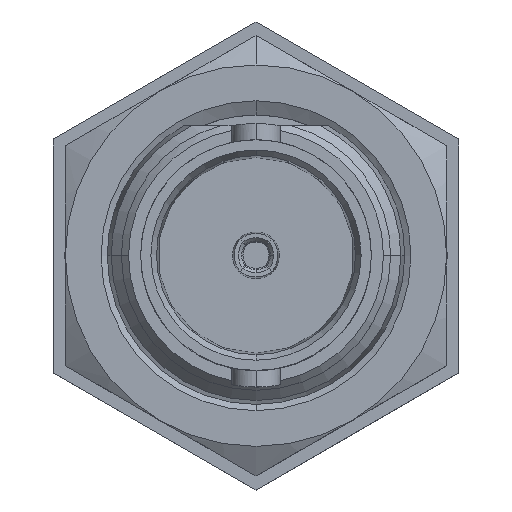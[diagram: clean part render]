
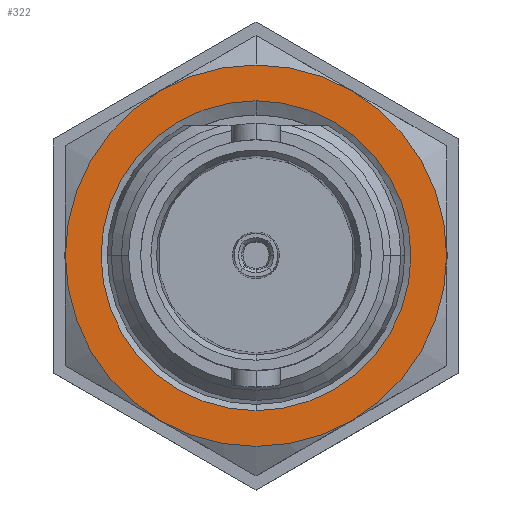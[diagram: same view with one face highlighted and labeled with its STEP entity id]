
A CAD part, top view. The second image highlights one B-rep face of the part: STEP entity #322.
In plain terms, the highlighted planar face has unit normal (0, 0, 1).
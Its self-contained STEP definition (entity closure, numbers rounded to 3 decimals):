
#68 = FACE_OUTER_BOUND ( 'NONE', #9283, .T. ) ;
#118 = EDGE_CURVE ( 'NONE', #2939, #9181, #9134, .T. ) ;
#184 = EDGE_CURVE ( 'NONE', #4233, #9942, #4252, .T. ) ;
#322 = ADVANCED_FACE ( 'NONE', ( #2542, #68 ), #4472, .F. ) ;
#404 = AXIS2_PLACEMENT_3D ( 'NONE', #4363, #10819, #5311 ) ;
#653 = CIRCLE ( 'NONE', #2684, 8. ) ;
#712 = DIRECTION ( 'NONE',  ( 0., 0., 1. ) ) ;
#1069 = AXIS2_PLACEMENT_3D ( 'NONE', #1856, #8263, #2765 ) ;
#1089 = CARTESIAN_POINT ( 'NONE',  ( 0., 0., -13.8 ) ) ;
#1110 = DIRECTION ( 'NONE',  ( 0., 0., 1. ) ) ;
#1200 = VERTEX_POINT ( 'NONE', #5273 ) ;
#1479 = EDGE_LOOP ( 'NONE', ( #10000, #3162 ) ) ;
#1856 = CARTESIAN_POINT ( 'NONE',  ( 0., 0., -13.8 ) ) ;
#2003 = CARTESIAN_POINT ( 'NONE',  ( 4., 6.928, -13.8 ) ) ;
#2019 = DIRECTION ( 'NONE',  ( 0., -1., 0. ) ) ;
#2130 = CARTESIAN_POINT ( 'NONE',  ( 8., 0., -13.8 ) ) ;
#2190 = VERTEX_POINT ( 'NONE', #4161 ) ;
#2542 = FACE_BOUND ( 'NONE', #1479, .T. ) ;
#2682 = CARTESIAN_POINT ( 'NONE',  ( 0., 8., -13.8 ) ) ;
#2684 = AXIS2_PLACEMENT_3D ( 'NONE', #4537, #10991, #5480 ) ;
#2765 = DIRECTION ( 'NONE',  ( 0., -1., 0. ) ) ;
#2895 = CARTESIAN_POINT ( 'NONE',  ( 0., 0., -13.8 ) ) ;
#2939 = VERTEX_POINT ( 'NONE', #7841 ) ;
#3020 = CIRCLE ( 'NONE', #1069, 6.5 ) ;
#3068 = EDGE_CURVE ( 'NONE', #9942, #4108, #3935, .T. ) ;
#3083 = CARTESIAN_POINT ( 'NONE',  ( 0., 8., -13.8 ) ) ;
#3162 = ORIENTED_EDGE ( 'NONE', *, *, #5135, .F. ) ;
#3392 = AXIS2_PLACEMENT_3D ( 'NONE', #2895, #9318, #3804 ) ;
#3600 = DIRECTION ( 'NONE',  ( 0., 1., 0. ) ) ;
#3618 = CIRCLE ( 'NONE', #6906, 8. ) ;
#3804 = DIRECTION ( 'NONE',  ( 0., -1., 0. ) ) ;
#3935 = CIRCLE ( 'NONE', #8163, 8. ) ;
#4108 = VERTEX_POINT ( 'NONE', #8222 ) ;
#4110 = CIRCLE ( 'NONE', #9115, 6.5 ) ;
#4161 = CARTESIAN_POINT ( 'NONE',  ( -8., 0., -13.8 ) ) ;
#4233 = VERTEX_POINT ( 'NONE', #2003 ) ;
#4252 = CIRCLE ( 'NONE', #404, 8. ) ;
#4363 = CARTESIAN_POINT ( 'NONE',  ( 0., 0., -13.8 ) ) ;
#4472 = PLANE ( 'NONE',  #10263 ) ;
#4537 = CARTESIAN_POINT ( 'NONE',  ( 0., 0., -13.8 ) ) ;
#4756 = ORIENTED_EDGE ( 'NONE', *, *, #184, .T. ) ;
#4806 = ORIENTED_EDGE ( 'NONE', *, *, #10763, .T. ) ;
#5135 = EDGE_CURVE ( 'NONE', #1200, #11461, #4110, .T. ) ;
#5154 = ORIENTED_EDGE ( 'NONE', *, *, #3068, .T. ) ;
#5195 = CARTESIAN_POINT ( 'NONE',  ( 0., 0., -13.8 ) ) ;
#5229 = CARTESIAN_POINT ( 'NONE',  ( 0., 0., -13.8 ) ) ;
#5273 = CARTESIAN_POINT ( 'NONE',  ( 0., 6.5, -13.8 ) ) ;
#5311 = DIRECTION ( 'NONE',  ( 0., -1., 0. ) ) ;
#5480 = DIRECTION ( 'NONE',  ( 0., -1., 0. ) ) ;
#5509 = CARTESIAN_POINT ( 'NONE',  ( 4., -6.928, -13.8 ) ) ;
#6102 = DIRECTION ( 'NONE',  ( 0., -1., 0. ) ) ;
#6147 = DIRECTION ( 'NONE',  ( 0., -1., 0. ) ) ;
#6213 = CARTESIAN_POINT ( 'NONE',  ( 0., 0., -13.8 ) ) ;
#6637 = CARTESIAN_POINT ( 'NONE',  ( 0., 0., -13.8 ) ) ;
#6698 = ORIENTED_EDGE ( 'NONE', *, *, #7822, .T. ) ;
#6906 = AXIS2_PLACEMENT_3D ( 'NONE', #1089, #7500, #2019 ) ;
#7122 = DIRECTION ( 'NONE',  ( 0., -1., 0. ) ) ;
#7500 = DIRECTION ( 'NONE',  ( 0., 0., 1. ) ) ;
#7519 = DIRECTION ( 'NONE',  ( 0., -1., 0. ) ) ;
#7822 = EDGE_CURVE ( 'NONE', #8405, #4233, #3618, .T. ) ;
#7841 = CARTESIAN_POINT ( 'NONE',  ( -4., -6.928, -13.8 ) ) ;
#7921 = ORIENTED_EDGE ( 'NONE', *, *, #11572, .T. ) ;
#8163 = AXIS2_PLACEMENT_3D ( 'NONE', #6213, #712, #7122 ) ;
#8188 = EDGE_CURVE ( 'NONE', #11461, #1200, #3020, .T. ) ;
#8222 = CARTESIAN_POINT ( 'NONE',  ( -4., 6.928, -13.8 ) ) ;
#8263 = DIRECTION ( 'NONE',  ( 0., 0., 1. ) ) ;
#8405 = VERTEX_POINT ( 'NONE', #2130 ) ;
#9105 = DIRECTION ( 'NONE',  ( 0., 0., -1. ) ) ;
#9115 = AXIS2_PLACEMENT_3D ( 'NONE', #6637, #1110, #7519 ) ;
#9134 = CIRCLE ( 'NONE', #11114, 8. ) ;
#9135 = CIRCLE ( 'NONE', #3392, 8. ) ;
#9181 = VERTEX_POINT ( 'NONE', #5509 ) ;
#9283 = EDGE_LOOP ( 'NONE', ( #11766, #6698, #4756, #5154, #4806, #7921, #10046 ) ) ;
#9318 = DIRECTION ( 'NONE',  ( 0., 0., 1. ) ) ;
#9509 = EDGE_CURVE ( 'NONE', #9181, #8405, #10483, .T. ) ;
#9942 = VERTEX_POINT ( 'NONE', #3083 ) ;
#10000 = ORIENTED_EDGE ( 'NONE', *, *, #8188, .F. ) ;
#10046 = ORIENTED_EDGE ( 'NONE', *, *, #118, .T. ) ;
#10263 = AXIS2_PLACEMENT_3D ( 'NONE', #2682, #9105, #3600 ) ;
#10483 = CIRCLE ( 'NONE', #11688, 8. ) ;
#10763 = EDGE_CURVE ( 'NONE', #4108, #2190, #653, .T. ) ;
#10819 = DIRECTION ( 'NONE',  ( 0., 0., 1. ) ) ;
#10991 = DIRECTION ( 'NONE',  ( 0., 0., 1. ) ) ;
#11114 = AXIS2_PLACEMENT_3D ( 'NONE', #5229, #11678, #6147 ) ;
#11461 = VERTEX_POINT ( 'NONE', #11845 ) ;
#11572 = EDGE_CURVE ( 'NONE', #2190, #2939, #9135, .T. ) ;
#11644 = DIRECTION ( 'NONE',  ( 0., 0., 1. ) ) ;
#11678 = DIRECTION ( 'NONE',  ( 0., 0., 1. ) ) ;
#11688 = AXIS2_PLACEMENT_3D ( 'NONE', #5195, #11644, #6102 ) ;
#11766 = ORIENTED_EDGE ( 'NONE', *, *, #9509, .T. ) ;
#11845 = CARTESIAN_POINT ( 'NONE',  ( 0., -6.5, -13.8 ) ) ;
